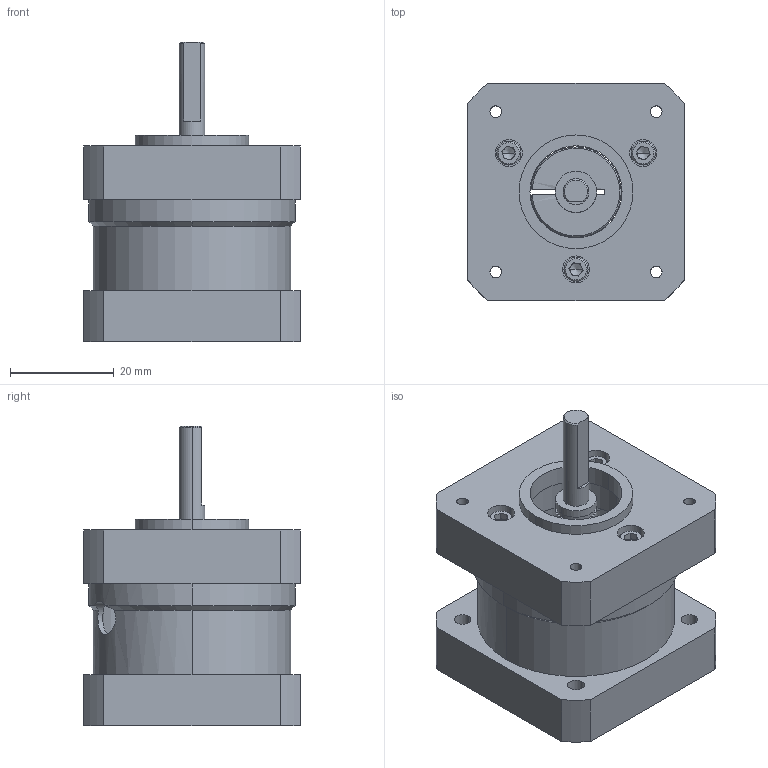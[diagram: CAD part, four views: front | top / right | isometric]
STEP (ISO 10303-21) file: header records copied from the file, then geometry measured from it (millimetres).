
FILE_DESCRIPTION (( 'STEP AP203' ), '1' );
FILE_NAME ('8917-2221_revised.STEP', '2015-07-14T15:15:58', ( 'Altra User' ), ( 'Hewlett-Packard Company' ), 'SwSTEP 2.0', 'SolidWorks 2014', '' );
FILE_SCHEMA (( 'CONFIG_CONTROL_DESIGN' ));
Length unit declared in the file: inch
Products named in the file (1): 8917-2221_revised
Bounding box: 41.91 x 41.91 x 57.91 mm (x, y, z)
Surface area: 18575.3 mm2 (no closed solid volume)
Topology: 0 solids, 13 shells, 180 faces, 504 edges, 336 vertices
Faces by surface type: cylinder 82, plane 70, cone 28
Entity records: 6653 total; most frequent: CARTESIAN_POINT 1812, DIRECTION 1038, ORIENTED_EDGE 920, EDGE_CURVE 498, AXIS2_PLACEMENT_3D 402, VERTEX_POINT 336, LINE 234, VECTOR 234
